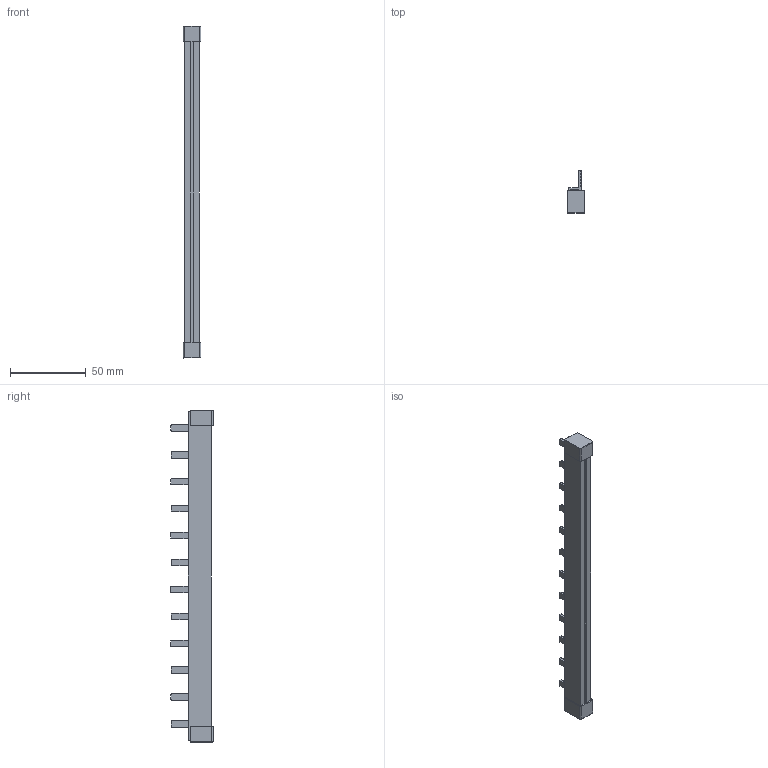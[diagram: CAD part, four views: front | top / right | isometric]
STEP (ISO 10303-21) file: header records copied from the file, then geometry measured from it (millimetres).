
FILE_DESCRIPTION (( 'STEP AP203' ), '1' );
FILE_NAME ('2 Fazlý Müþterek W Otomat Barasý - 6 Modül.STEP', '2020-08-17T07:19:05', ( '' ), ( '' ), 'SwSTEP 2.0', 'SolidWorks 2011', '' );
FILE_SCHEMA (( 'CONFIG_CONTROL_DESIGN' ));
Length unit declared in the file: millimetre
Products named in the file (1): 2 Fazlý Müþterek W Otomat Barasý - 6 Modül
Bounding box: 11.8 x 27.9 x 219 mm (x, y, z)
Volume: 24297.8 mm3; surface area: 24587 mm2
Topology: 1 solids, 2 shells, 660 faces, 1906 edges, 1264 vertices
Faces by surface type: plane 528, cylinder 100, bspline 24, torus 8
Entity records: 22145 total; most frequent: CARTESIAN_POINT 4947, ORIENTED_EDGE 3812, DIRECTION 3184, EDGE_CURVE 1906, LINE 1590, VECTOR 1590, VERTEX_POINT 1264, AXIS2_PLACEMENT_3D 797
